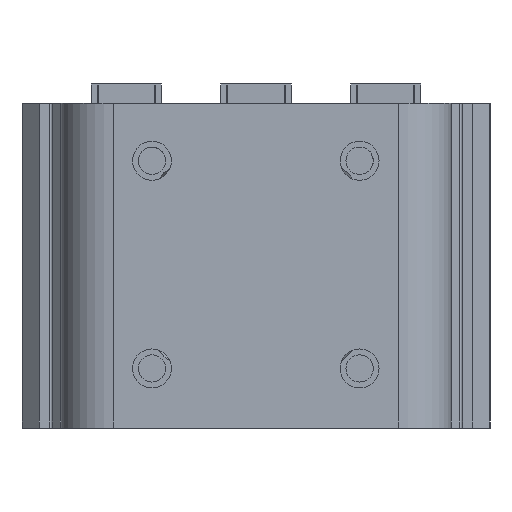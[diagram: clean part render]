
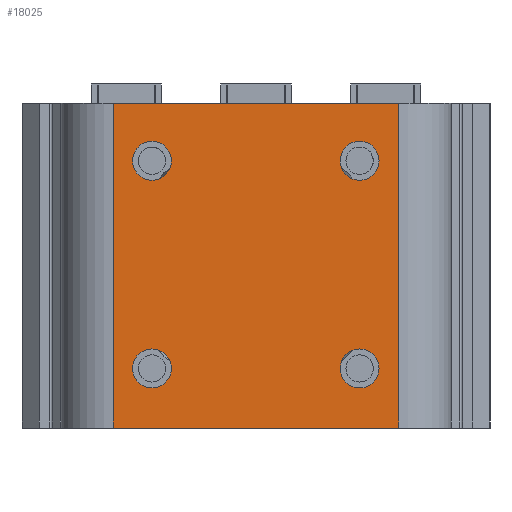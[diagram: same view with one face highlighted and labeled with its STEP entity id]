
A CAD part, front view. The second image highlights one B-rep face of the part: STEP entity #18025.
In plain terms, the highlighted planar face has unit normal (0, -1, 0).
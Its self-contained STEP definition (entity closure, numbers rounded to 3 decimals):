
#1111=FACE_BOUND('',#6940,.T.);
#1112=FACE_BOUND('',#6941,.T.);
#1113=FACE_BOUND('',#6942,.T.);
#1114=FACE_BOUND('',#6943,.T.);
#2581=LINE('',#38565,#4267);
#2586=LINE('',#38577,#4272);
#2651=LINE('',#38741,#4337);
#2673=LINE('',#38802,#4359);
#4267=VECTOR('',#22856,10.);
#4272=VECTOR('',#22867,10.);
#4337=VECTOR('',#22968,10.);
#4359=VECTOR('',#23032,10.);
#4981=PLANE('',#19238);
#5903=FACE_OUTER_BOUND('',#6939,.T.);
#6939=EDGE_LOOP('',(#16721,#16722,#16723,#16724));
#6940=EDGE_LOOP('',(#16725));
#6941=EDGE_LOOP('',(#16726));
#6942=EDGE_LOOP('',(#16727));
#6943=EDGE_LOOP('',(#16728));
#7839=CIRCLE('',#19221,3.);
#7841=CIRCLE('',#19224,3.);
#7843=CIRCLE('',#19227,3.);
#7845=CIRCLE('',#19230,3.);
#9348=VERTEX_POINT('',#38562);
#9349=VERTEX_POINT('',#38564);
#9353=VERTEX_POINT('',#38576);
#9434=VERTEX_POINT('',#38740);
#9437=VERTEX_POINT('',#38750);
#9439=VERTEX_POINT('',#38756);
#9441=VERTEX_POINT('',#38762);
#9443=VERTEX_POINT('',#38768);
#11790=EDGE_CURVE('',#9348,#9349,#2581,.T.);
#11796=EDGE_CURVE('',#9353,#9349,#2586,.T.);
#11878=EDGE_CURVE('',#9353,#9434,#2651,.T.);
#11883=EDGE_CURVE('',#9437,#9437,#7839,.T.);
#11886=EDGE_CURVE('',#9439,#9439,#7841,.T.);
#11889=EDGE_CURVE('',#9441,#9441,#7843,.T.);
#11892=EDGE_CURVE('',#9443,#9443,#7845,.T.);
#11909=EDGE_CURVE('',#9348,#9434,#2673,.T.);
#16721=ORIENTED_EDGE('',*,*,#11790,.F.);
#16722=ORIENTED_EDGE('',*,*,#11909,.T.);
#16723=ORIENTED_EDGE('',*,*,#11878,.F.);
#16724=ORIENTED_EDGE('',*,*,#11796,.T.);
#16725=ORIENTED_EDGE('',*,*,#11883,.T.);
#16726=ORIENTED_EDGE('',*,*,#11886,.T.);
#16727=ORIENTED_EDGE('',*,*,#11889,.T.);
#16728=ORIENTED_EDGE('',*,*,#11892,.T.);
#18025=ADVANCED_FACE('',(#5903,#1111,#1112,#1113,#1114),#4981,.T.);
#19221=AXIS2_PLACEMENT_3D('',#38751,#22978,#22979);
#19224=AXIS2_PLACEMENT_3D('',#38757,#22985,#22986);
#19227=AXIS2_PLACEMENT_3D('',#38763,#22992,#22993);
#19230=AXIS2_PLACEMENT_3D('',#38769,#22999,#23000);
#19238=AXIS2_PLACEMENT_3D('',#38801,#23030,#23031);
#22856=DIRECTION('',(0.,0.,1.));
#22867=DIRECTION('',(-1.,0.,0.));
#22968=DIRECTION('',(0.,0.,-1.));
#22978=DIRECTION('center_axis',(0.,1.,0.));
#22979=DIRECTION('ref_axis',(-1.,0.,0.));
#22985=DIRECTION('center_axis',(0.,1.,0.));
#22986=DIRECTION('ref_axis',(-1.,0.,0.));
#22992=DIRECTION('center_axis',(0.,1.,0.));
#22993=DIRECTION('ref_axis',(-1.,0.,0.));
#22999=DIRECTION('center_axis',(0.,1.,0.));
#23000=DIRECTION('ref_axis',(-1.,0.,0.));
#23030=DIRECTION('center_axis',(0.,-1.,0.));
#23031=DIRECTION('ref_axis',(0.,0.,-1.));
#23032=DIRECTION('',(1.,0.,0.));
#38562=CARTESIAN_POINT('',(-22.,-21.5,-20.));
#38564=CARTESIAN_POINT('',(-22.,-21.5,30.));
#38565=CARTESIAN_POINT('',(-22.,-21.5,17.5));
#38576=CARTESIAN_POINT('',(22.,-21.5,30.));
#38577=CARTESIAN_POINT('',(24.,-21.5,30.));
#38740=CARTESIAN_POINT('',(22.,-21.5,-20.));
#38741=CARTESIAN_POINT('',(22.,-21.5,-7.5));
#38750=CARTESIAN_POINT('',(18.962,-21.5,-10.826));
#38751=CARTESIAN_POINT('Origin',(15.962,-21.5,-10.826));
#38756=CARTESIAN_POINT('',(18.962,-21.5,21.174));
#38757=CARTESIAN_POINT('Origin',(15.962,-21.5,21.174));
#38762=CARTESIAN_POINT('',(-13.038,-21.5,-10.826));
#38763=CARTESIAN_POINT('Origin',(-16.038,-21.5,-10.826));
#38768=CARTESIAN_POINT('',(-13.038,-21.5,21.174));
#38769=CARTESIAN_POINT('Origin',(-16.038,-21.5,21.174));
#38801=CARTESIAN_POINT('Origin',(0.,-21.5,5.));
#38802=CARTESIAN_POINT('',(-30.,-21.5,-20.));
